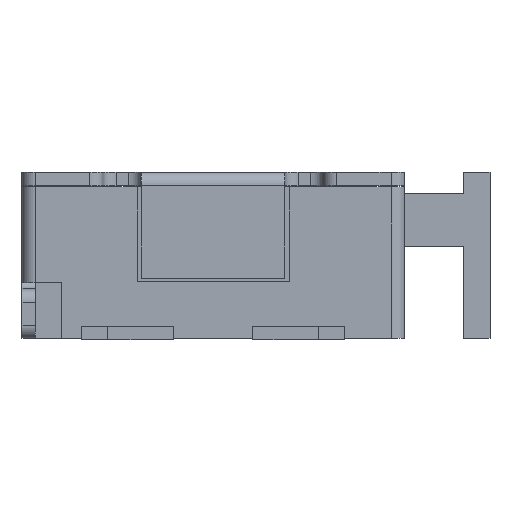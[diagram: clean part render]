
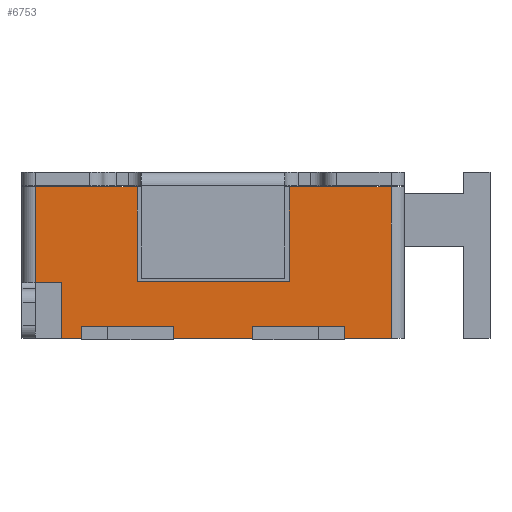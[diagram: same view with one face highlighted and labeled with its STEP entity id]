
A CAD part, left-side view. The second image highlights one B-rep face of the part: STEP entity #6753.
In plain terms, the highlighted planar face has unit normal (-1, 0, 0).
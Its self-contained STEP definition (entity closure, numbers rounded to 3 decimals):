
#59 = CARTESIAN_POINT ( 'NONE',  ( -1.75, -1.45, 0. ) ) ;
#309 = EDGE_LOOP ( 'NONE', ( #2647, #7872, #6276, #13463, #12835, #2182, #7002, #9840, #9971, #2785, #5353, #13058, #6395, #6921, #9137, #4042, #8003, #5980 ) ) ;
#340 = CARTESIAN_POINT ( 'NONE',  ( -1.75, 0.535, 0.421 ) ) ;
#1087 = VECTOR ( 'NONE', #2091, 1000. ) ;
#1155 = VERTEX_POINT ( 'NONE', #7277 ) ;
#1191 = EDGE_CURVE ( 'NONE', #1773, #5060, #13327, .T. ) ;
#1199 = LINE ( 'NONE', #6914, #12674 ) ;
#1243 = DIRECTION ( 'NONE',  ( 0., -1., 0. ) ) ;
#1487 = LINE ( 'NONE', #12868, #8184 ) ;
#1773 = VERTEX_POINT ( 'NONE', #15661 ) ;
#2091 = DIRECTION ( 'NONE',  ( 0., 0., -1. ) ) ;
#2182 = ORIENTED_EDGE ( 'NONE', *, *, #4541, .T. ) ;
#2339 = VERTEX_POINT ( 'NONE', #10850 ) ;
#2523 = VECTOR ( 'NONE', #10390, 1000. ) ;
#2620 = DIRECTION ( 'NONE',  ( 0., 0., 1. ) ) ;
#2628 = CARTESIAN_POINT ( 'NONE',  ( -1.75, -0.577, 0.433 ) ) ;
#2647 = ORIENTED_EDGE ( 'NONE', *, *, #5093, .F. ) ;
#2785 = ORIENTED_EDGE ( 'NONE', *, *, #16528, .T. ) ;
#2834 = LINE ( 'NONE', #16997, #8186 ) ;
#2882 = LINE ( 'NONE', #8616, #10399 ) ;
#2888 = DIRECTION ( 'NONE',  ( 1., 0., 0. ) ) ;
#3081 = VERTEX_POINT ( 'NONE', #3737 ) ;
#3135 = LINE ( 'NONE', #14544, #8281 ) ;
#3277 = EDGE_CURVE ( 'NONE', #18185, #9101, #1487, .T. ) ;
#3418 = DIRECTION ( 'NONE',  ( 0., -1., 0. ) ) ;
#3737 = CARTESIAN_POINT ( 'NONE',  ( -1.75, -1., 0.09 ) ) ;
#3774 = VECTOR ( 'NONE', #14170, 1000. ) ;
#3825 = VECTOR ( 'NONE', #3418, 1000. ) ;
#4042 = ORIENTED_EDGE ( 'NONE', *, *, #16712, .T. ) ;
#4186 = DIRECTION ( 'NONE',  ( 0., 1., 0. ) ) ;
#4206 = CARTESIAN_POINT ( 'NONE',  ( -1.75, 1., 1.15 ) ) ;
#4247 = EDGE_CURVE ( 'NONE', #9064, #9101, #12645, .T. ) ;
#4541 = EDGE_CURVE ( 'NONE', #2339, #6255, #11145, .T. ) ;
#4626 = CARTESIAN_POINT ( 'NONE',  ( -1.75, 0.577, 1.15 ) ) ;
#4788 = EDGE_CURVE ( 'NONE', #3081, #14893, #2882, .T. ) ;
#4803 = CARTESIAN_POINT ( 'NONE',  ( -1.75, -1.35, 1.15 ) ) ;
#4920 = CARTESIAN_POINT ( 'NONE',  ( -1.75, -0.577, 0.433 ) ) ;
#5060 = VERTEX_POINT ( 'NONE', #4626 ) ;
#5093 = EDGE_CURVE ( 'NONE', #7249, #5060, #7749, .T. ) ;
#5175 = EDGE_CURVE ( 'NONE', #15248, #1773, #18112, .T. ) ;
#5185 = CARTESIAN_POINT ( 'NONE',  ( -1.75, 1.35, 1.15 ) ) ;
#5258 = DIRECTION ( 'NONE',  ( 0., 1., 0. ) ) ;
#5353 = ORIENTED_EDGE ( 'NONE', *, *, #13594, .F. ) ;
#5673 = LINE ( 'NONE', #11473, #8867 ) ;
#5688 = EDGE_CURVE ( 'NONE', #14893, #18185, #9261, .T. ) ;
#5765 = LINE ( 'NONE', #59, #13662 ) ;
#5980 = ORIENTED_EDGE ( 'NONE', *, *, #1191, .T. ) ;
#6124 = AXIS2_PLACEMENT_3D ( 'NONE', #15986, #2888, #8710 ) ;
#6255 = VERTEX_POINT ( 'NONE', #14130 ) ;
#6276 = ORIENTED_EDGE ( 'NONE', *, *, #14405, .F. ) ;
#6395 = ORIENTED_EDGE ( 'NONE', *, *, #5688, .T. ) ;
#6585 = VERTEX_POINT ( 'NONE', #10774 ) ;
#6695 = CARTESIAN_POINT ( 'NONE',  ( -1.75, 0.3, 0. ) ) ;
#6753 = ADVANCED_FACE ( 'NONE', ( #8623 ), #17222, .F. ) ;
#6914 = CARTESIAN_POINT ( 'NONE',  ( -1.75, -1.45, 0.09 ) ) ;
#6921 = ORIENTED_EDGE ( 'NONE', *, *, #3277, .T. ) ;
#7002 = ORIENTED_EDGE ( 'NONE', *, *, #16574, .T. ) ;
#7249 = VERTEX_POINT ( 'NONE', #5185 ) ;
#7277 = CARTESIAN_POINT ( 'NONE',  ( -1.75, 1.15, 0. ) ) ;
#7400 = EDGE_CURVE ( 'NONE', #7249, #14715, #2834, .T. ) ;
#7475 = DIRECTION ( 'NONE',  ( 0., 1., 0. ) ) ;
#7749 = LINE ( 'NONE', #11062, #3825 ) ;
#7816 = LINE ( 'NONE', #18025, #11176 ) ;
#7835 = DIRECTION ( 'NONE',  ( 0., 0., 1. ) ) ;
#7872 = ORIENTED_EDGE ( 'NONE', *, *, #7400, .T. ) ;
#8003 = ORIENTED_EDGE ( 'NONE', *, *, #5175, .T. ) ;
#8184 = VECTOR ( 'NONE', #15806, 1000. ) ;
#8186 = VECTOR ( 'NONE', #12832, 1000. ) ;
#8281 = VECTOR ( 'NONE', #13311, 1000. ) ;
#8380 = CARTESIAN_POINT ( 'NONE',  ( -1.75, -1.45, 1.15 ) ) ;
#8575 = VECTOR ( 'NONE', #2620, 1000. ) ;
#8595 = CARTESIAN_POINT ( 'NONE',  ( -1.75, -1.45, 0.09 ) ) ;
#8607 = CARTESIAN_POINT ( 'NONE',  ( -1.75, 1.15, 0.421 ) ) ;
#8616 = CARTESIAN_POINT ( 'NONE',  ( -1.75, -1., 1.15 ) ) ;
#8623 = FACE_OUTER_BOUND ( 'NONE', #309, .T. ) ;
#8710 = DIRECTION ( 'NONE',  ( 0., 0., -1. ) ) ;
#8867 = VECTOR ( 'NONE', #17186, 1000. ) ;
#9056 = CARTESIAN_POINT ( 'NONE',  ( -1.75, 0.577, 0.433 ) ) ;
#9064 = VERTEX_POINT ( 'NONE', #17464 ) ;
#9101 = VERTEX_POINT ( 'NONE', #4803 ) ;
#9137 = ORIENTED_EDGE ( 'NONE', *, *, #4247, .F. ) ;
#9261 = LINE ( 'NONE', #12313, #9766 ) ;
#9574 = CARTESIAN_POINT ( 'NONE',  ( -1.75, -1.35, 0. ) ) ;
#9766 = VECTOR ( 'NONE', #10831, 1000. ) ;
#9787 = CARTESIAN_POINT ( 'NONE',  ( -1.75, -0.3, 0. ) ) ;
#9840 = ORIENTED_EDGE ( 'NONE', *, *, #15253, .T. ) ;
#9971 = ORIENTED_EDGE ( 'NONE', *, *, #11305, .T. ) ;
#10390 = DIRECTION ( 'NONE',  ( 0., 0., -1. ) ) ;
#10399 = VECTOR ( 'NONE', #11501, 1000. ) ;
#10774 = CARTESIAN_POINT ( 'NONE',  ( -1.75, -0.3, 0.09 ) ) ;
#10831 = DIRECTION ( 'NONE',  ( 0., -1., 0. ) ) ;
#10842 = VECTOR ( 'NONE', #1243, 1000. ) ;
#10850 = CARTESIAN_POINT ( 'NONE',  ( -1.75, 1., 0. ) ) ;
#10890 = DIRECTION ( 'NONE',  ( 0., -1., 0. ) ) ;
#11062 = CARTESIAN_POINT ( 'NONE',  ( -1.75, -1.45, 1.15 ) ) ;
#11145 = LINE ( 'NONE', #4206, #8575 ) ;
#11176 = VECTOR ( 'NONE', #10890, 1000. ) ;
#11305 = EDGE_CURVE ( 'NONE', #15457, #12830, #5765, .T. ) ;
#11473 = CARTESIAN_POINT ( 'NONE',  ( -1.75, -0.3, 1.15 ) ) ;
#11501 = DIRECTION ( 'NONE',  ( 0., 0., -1. ) ) ;
#11869 = CARTESIAN_POINT ( 'NONE',  ( -1.75, 0.3, 1.15 ) ) ;
#12261 = CARTESIAN_POINT ( 'NONE',  ( -1.75, 1.35, 0.421 ) ) ;
#12313 = CARTESIAN_POINT ( 'NONE',  ( -1.75, -1.45, 0. ) ) ;
#12645 = LINE ( 'NONE', #8380, #10842 ) ;
#12674 = VECTOR ( 'NONE', #4186, 1000. ) ;
#12762 = EDGE_CURVE ( 'NONE', #1155, #2339, #7816, .T. ) ;
#12830 = VERTEX_POINT ( 'NONE', #9787 ) ;
#12832 = DIRECTION ( 'NONE',  ( 0., 0., -1. ) ) ;
#12835 = ORIENTED_EDGE ( 'NONE', *, *, #12762, .T. ) ;
#12868 = CARTESIAN_POINT ( 'NONE',  ( -1.75, -1.35, 1.15 ) ) ;
#12987 = VERTEX_POINT ( 'NONE', #17265 ) ;
#13046 = LINE ( 'NONE', #340, #16341 ) ;
#13058 = ORIENTED_EDGE ( 'NONE', *, *, #4788, .T. ) ;
#13135 = VECTOR ( 'NONE', #7835, 1000. ) ;
#13311 = DIRECTION ( 'NONE',  ( 0., 0., -1. ) ) ;
#13327 = LINE ( 'NONE', #9056, #13135 ) ;
#13463 = ORIENTED_EDGE ( 'NONE', *, *, #14168, .T. ) ;
#13594 = EDGE_CURVE ( 'NONE', #3081, #6585, #1199, .T. ) ;
#13662 = VECTOR ( 'NONE', #17312, 1000. ) ;
#13850 = LINE ( 'NONE', #18210, #1087 ) ;
#14130 = CARTESIAN_POINT ( 'NONE',  ( -1.75, 1., 0.09 ) ) ;
#14168 = EDGE_CURVE ( 'NONE', #18520, #1155, #13850, .T. ) ;
#14170 = DIRECTION ( 'NONE',  ( 0., -1., 0. ) ) ;
#14405 = EDGE_CURVE ( 'NONE', #18520, #14715, #13046, .T. ) ;
#14544 = CARTESIAN_POINT ( 'NONE',  ( -1.75, -0.577, 0.433 ) ) ;
#14715 = VERTEX_POINT ( 'NONE', #12261 ) ;
#14893 = VERTEX_POINT ( 'NONE', #15816 ) ;
#15248 = VERTEX_POINT ( 'NONE', #4920 ) ;
#15253 = EDGE_CURVE ( 'NONE', #12987, #15457, #17498, .T. ) ;
#15457 = VERTEX_POINT ( 'NONE', #6695 ) ;
#15502 = LINE ( 'NONE', #8595, #3774 ) ;
#15661 = CARTESIAN_POINT ( 'NONE',  ( -1.75, 0.577, 0.433 ) ) ;
#15806 = DIRECTION ( 'NONE',  ( 0., 0., 1. ) ) ;
#15816 = CARTESIAN_POINT ( 'NONE',  ( -1.75, -1., 0. ) ) ;
#15986 = CARTESIAN_POINT ( 'NONE',  ( -1.75, -1.45, 1.15 ) ) ;
#16341 = VECTOR ( 'NONE', #7475, 1000. ) ;
#16406 = VECTOR ( 'NONE', #5258, 1000. ) ;
#16528 = EDGE_CURVE ( 'NONE', #12830, #6585, #5673, .T. ) ;
#16574 = EDGE_CURVE ( 'NONE', #6255, #12987, #15502, .T. ) ;
#16712 = EDGE_CURVE ( 'NONE', #9064, #15248, #3135, .T. ) ;
#16997 = CARTESIAN_POINT ( 'NONE',  ( -1.75, 1.35, 1.15 ) ) ;
#17186 = DIRECTION ( 'NONE',  ( 0., 0., 1. ) ) ;
#17222 = PLANE ( 'NONE',  #6124 ) ;
#17265 = CARTESIAN_POINT ( 'NONE',  ( -1.75, 0.3, 0.09 ) ) ;
#17312 = DIRECTION ( 'NONE',  ( 0., -1., 0. ) ) ;
#17464 = CARTESIAN_POINT ( 'NONE',  ( -1.75, -0.577, 1.15 ) ) ;
#17498 = LINE ( 'NONE', #11869, #2523 ) ;
#18025 = CARTESIAN_POINT ( 'NONE',  ( -1.75, -1.45, 0. ) ) ;
#18112 = LINE ( 'NONE', #2628, #16406 ) ;
#18185 = VERTEX_POINT ( 'NONE', #9574 ) ;
#18210 = CARTESIAN_POINT ( 'NONE',  ( -1.75, 1.15, 0. ) ) ;
#18520 = VERTEX_POINT ( 'NONE', #8607 ) ;
